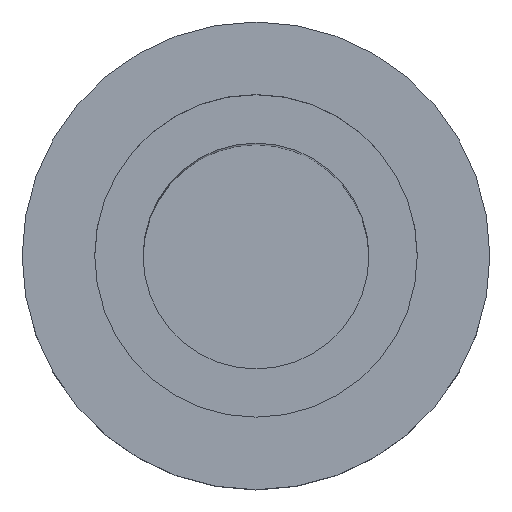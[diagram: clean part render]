
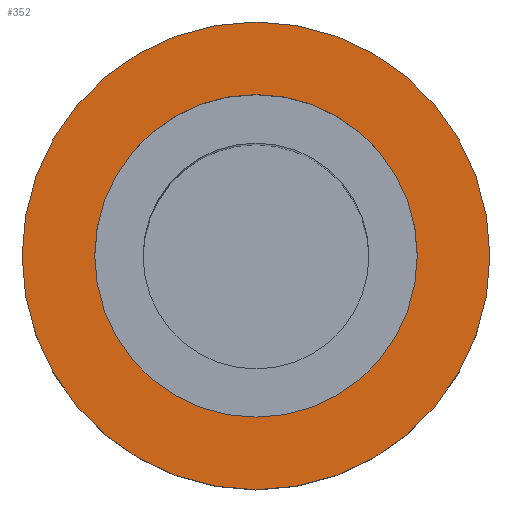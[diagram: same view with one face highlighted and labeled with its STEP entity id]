
A CAD part, top view. The second image highlights one B-rep face of the part: STEP entity #352.
In plain terms, the highlighted planar face has unit normal (0, 0, 1).
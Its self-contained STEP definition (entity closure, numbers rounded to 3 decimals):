
#114=CARTESIAN_POINT('',(0.725,0.0,0.43));
#115=VERTEX_POINT('',#114);
#131=CARTESIAN_POINT('',(-0.725,0.,0.43));
#132=VERTEX_POINT('',#131);
#139=CARTESIAN_POINT('',(0.0,0.0,0.43));
#140=DIRECTION('',(0.0,0.0,-1.0));
#141=DIRECTION('',(1.0,0.0,0.0));
#142=AXIS2_PLACEMENT_3D('',#139,#140,#141);
#143=CIRCLE('',#142,0.725);
#144=EDGE_CURVE('',#132,#115,#143,.T.);
#196=CARTESIAN_POINT('',(0.5,0.0,0.43));
#197=VERTEX_POINT('',#196);
#206=CARTESIAN_POINT('',(-0.5,0.,0.43));
#207=VERTEX_POINT('',#206);
#208=CARTESIAN_POINT('',(0.0,0.0,0.43));
#209=DIRECTION('',(0.0,0.0,-1.0));
#210=DIRECTION('',(1.0,0.0,0.0));
#211=AXIS2_PLACEMENT_3D('',#208,#209,#210);
#212=CIRCLE('',#211,0.5);
#213=EDGE_CURVE('',#207,#197,#212,.T.);
#247=CARTESIAN_POINT('',(0.0,0.0,0.43));
#248=DIRECTION('',(0.0,0.0,-1.0));
#249=DIRECTION('',(1.0,0.0,0.0));
#250=AXIS2_PLACEMENT_3D('',#247,#248,#249);
#251=CIRCLE('',#250,0.5);
#252=EDGE_CURVE('',#197,#207,#251,.T.);
#327=CARTESIAN_POINT('',(0.0,0.0,0.43));
#328=DIRECTION('',(0.0,0.0,-1.0));
#329=DIRECTION('',(1.0,0.0,0.0));
#330=AXIS2_PLACEMENT_3D('',#327,#328,#329);
#331=CIRCLE('',#330,0.725);
#332=EDGE_CURVE('',#115,#132,#331,.T.);
#339=CARTESIAN_POINT('',(0.0,0.0,0.43));
#340=DIRECTION('',(0.0,0.0,1.0));
#341=DIRECTION('',(1.0,0.0,0.0));
#342=AXIS2_PLACEMENT_3D('',#339,#340,#341);
#343=PLANE('',#342);
#344=ORIENTED_EDGE('',*,*,#332,.F.);
#345=ORIENTED_EDGE('',*,*,#144,.F.);
#346=EDGE_LOOP('',(#344,#345));
#347=FACE_OUTER_BOUND('',#346,.T.);
#348=ORIENTED_EDGE('',*,*,#252,.T.);
#349=ORIENTED_EDGE('',*,*,#213,.T.);
#350=EDGE_LOOP('',(#348,#349));
#351=FACE_BOUND('',#350,.T.);
#352=ADVANCED_FACE('',(#347,#351),#343,.T.);
